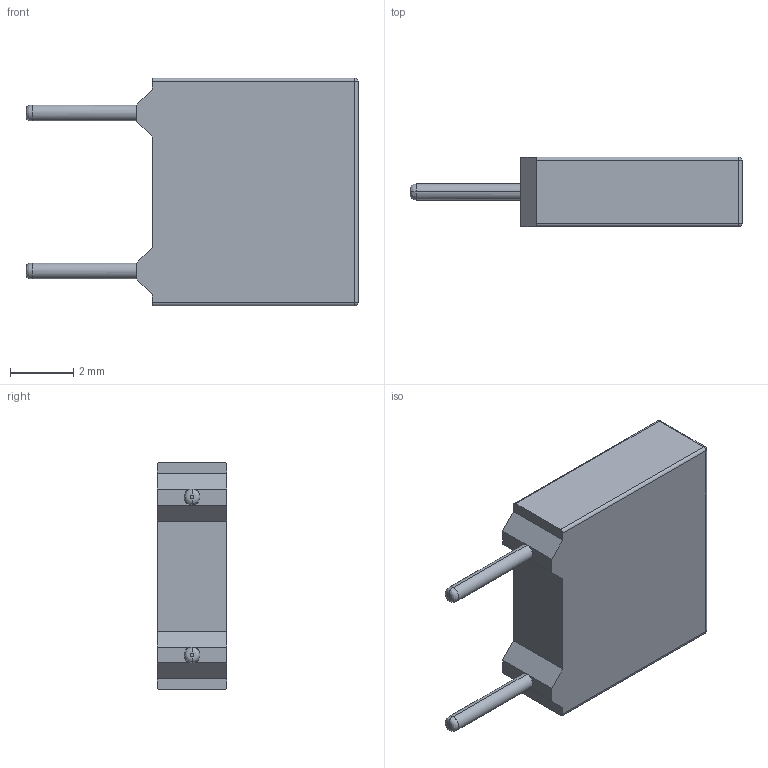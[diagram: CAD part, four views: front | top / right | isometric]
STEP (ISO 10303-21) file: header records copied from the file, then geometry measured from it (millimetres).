
FILE_DESCRIPTION (( 'STEP AP214' ), '1' );
FILE_NAME ('User Library-Cap-5 (7.2x6.5x2.2).STEP', '2017-04-05T02:11:30', ( 'Windows User' ), ( '' ), 'SwSTEP 2.0', 'SolidWorks 2017', '' );
FILE_SCHEMA (( 'AUTOMOTIVE_DESIGN' ));
Length unit declared in the file: millimetre
Products named in the file (1): User Library-Cap-5 (7.2x6.5x2.2)
Bounding box: 10.5 x 2.2 x 7.2 mm (x, y, z)
Volume: 106.4 mm3; surface area: 166.6 mm2
Topology: 1 solids, 1 shells, 36 faces, 86 edges, 48 vertices
Faces by surface type: plane 16, cylinder 12, bspline 8
Entity records: 1698 total; most frequent: CARTESIAN_POINT 517, ORIENTED_EDGE 160, DIRECTION 146, EDGE_CURVE 80, AXIS2_PLACEMENT_3D 49, VECTOR 48, LINE 48, VERTEX_POINT 48
